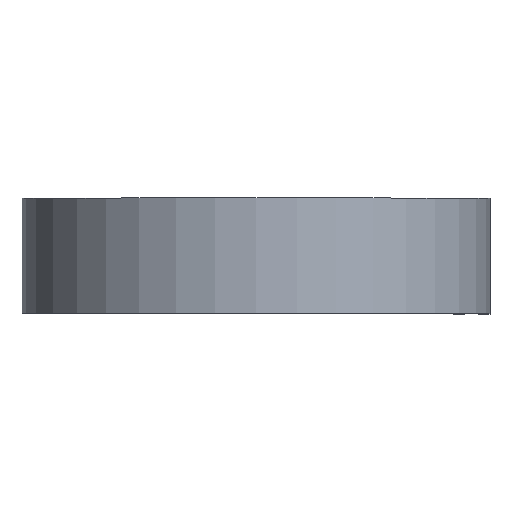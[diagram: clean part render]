
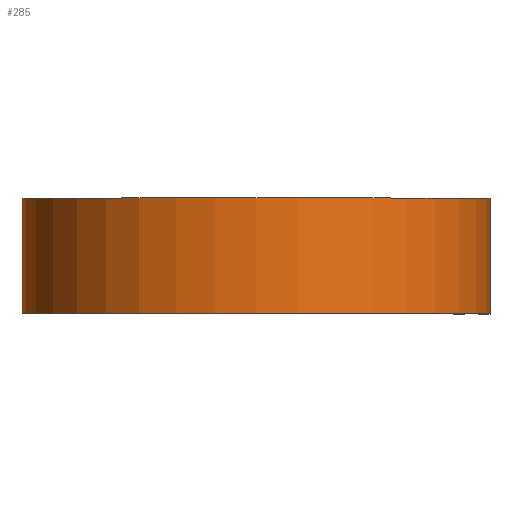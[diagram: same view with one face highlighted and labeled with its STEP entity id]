
A CAD part, top view. The second image highlights one B-rep face of the part: STEP entity #285.
In plain terms, the highlighted cylindrical face has radius 25.819 mm (diameter 51.638 mm), a partial arc.
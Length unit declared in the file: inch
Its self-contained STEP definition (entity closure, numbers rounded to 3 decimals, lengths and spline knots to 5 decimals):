
#4 = CARTESIAN_POINT ( 'NONE',  ( 1.0165, -0.25, 0. ) ) ;
#24 = ORIENTED_EDGE ( 'NONE', *, *, #257, .F. ) ;
#25 = ORIENTED_EDGE ( 'NONE', *, *, #556, .F. ) ;
#107 = EDGE_LOOP ( 'NONE', ( #537, #25, #24, #181 ) ) ;
#115 = VERTEX_POINT ( 'NONE', #599 ) ;
#181 = ORIENTED_EDGE ( 'NONE', *, *, #242, .T. ) ;
#199 = VERTEX_POINT ( 'NONE', #270 ) ;
#221 = AXIS2_PLACEMENT_3D ( 'NONE', #657, #547, #649 ) ;
#225 = AXIS2_PLACEMENT_3D ( 'NONE', #335, #638, #327 ) ;
#242 = EDGE_CURVE ( 'NONE', #199, #673, #694, .T. ) ;
#248 = CARTESIAN_POINT ( 'NONE',  ( 1.0165, 0.25, 0. ) ) ;
#257 = EDGE_CURVE ( 'NONE', #199, #115, #700, .T. ) ;
#270 = CARTESIAN_POINT ( 'NONE',  ( 0., 0.25, -1.0165 ) ) ;
#285 = ADVANCED_FACE ( 'NONE', ( #477 ), #402, .T. ) ;
#322 = DIRECTION ( 'NONE',  ( 0., -1., 0. ) ) ;
#327 = DIRECTION ( 'NONE',  ( 1., 0., 0. ) ) ;
#335 = CARTESIAN_POINT ( 'NONE',  ( 0., -0.25, 0. ) ) ;
#370 = CARTESIAN_POINT ( 'NONE',  ( 0., 0.25, -1.0165 ) ) ;
#386 = CIRCLE ( 'NONE', #225, 1.0165 ) ;
#402 = CYLINDRICAL_SURFACE ( 'NONE', #221, 1.0165 ) ;
#414 = CARTESIAN_POINT ( 'NONE',  ( 0., -0.25, -1.0165 ) ) ;
#434 = DIRECTION ( 'NONE',  ( 0., -1., 0. ) ) ;
#436 = LINE ( 'NONE', #248, #527 ) ;
#463 = CARTESIAN_POINT ( 'NONE',  ( 0., 0.25, 0. ) ) ;
#468 = DIRECTION ( 'NONE',  ( 0., 1., 0. ) ) ;
#469 = AXIS2_PLACEMENT_3D ( 'NONE', #463, #468, #511 ) ;
#477 = FACE_OUTER_BOUND ( 'NONE', #107, .T. ) ;
#511 = DIRECTION ( 'NONE',  ( 1., 0., 0. ) ) ;
#527 = VECTOR ( 'NONE', #434, 39.37008 ) ;
#537 = ORIENTED_EDGE ( 'NONE', *, *, #625, .T. ) ;
#547 = DIRECTION ( 'NONE',  ( 0., -1., 0. ) ) ;
#556 = EDGE_CURVE ( 'NONE', #115, #640, #436, .T. ) ;
#599 = CARTESIAN_POINT ( 'NONE',  ( 1.0165, 0.25, 0. ) ) ;
#625 = EDGE_CURVE ( 'NONE', #673, #640, #386, .T. ) ;
#638 = DIRECTION ( 'NONE',  ( 0., 1., 0. ) ) ;
#640 = VERTEX_POINT ( 'NONE', #4 ) ;
#649 = DIRECTION ( 'NONE',  ( 0., 0., -1. ) ) ;
#657 = CARTESIAN_POINT ( 'NONE',  ( 0., 0.25, 0. ) ) ;
#661 = VECTOR ( 'NONE', #322, 39.37008 ) ;
#673 = VERTEX_POINT ( 'NONE', #414 ) ;
#694 = LINE ( 'NONE', #370, #661 ) ;
#700 = CIRCLE ( 'NONE', #469, 1.0165 ) ;
